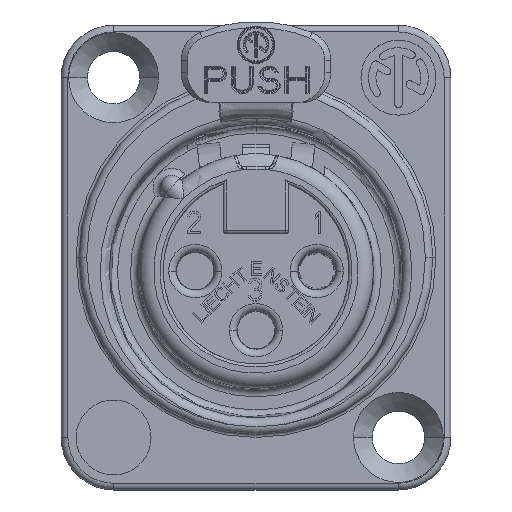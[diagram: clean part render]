
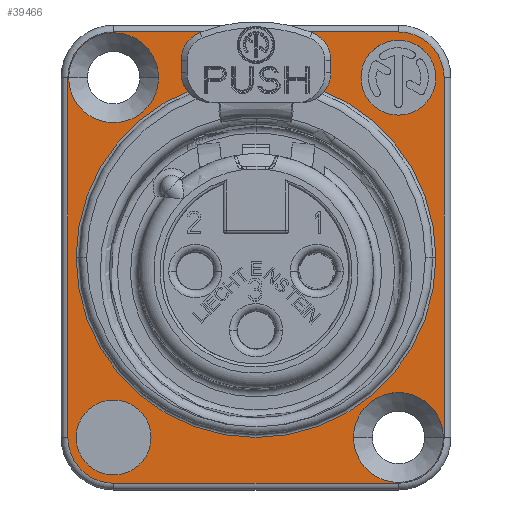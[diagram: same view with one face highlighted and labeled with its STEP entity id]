
A CAD part, top view. The second image highlights one B-rep face of the part: STEP entity #39466.
In plain terms, the highlighted planar face has unit normal (0, 0, 1).
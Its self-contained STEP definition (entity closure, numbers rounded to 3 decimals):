
#10102=CARTESIAN_POINT('',(9.5,-11.1,2.));
#10103=DIRECTION('',(0.,0.,1.));
#10104=DIRECTION('',(1.,0.,0.));
#10105=AXIS2_PLACEMENT_3D('',#10102,#10103,#10104);
#10107=CARTESIAN_POINT('',(9.5,-11.1,2.));
#10108=DIRECTION('',(0.,0.,1.));
#10109=DIRECTION('',(-1.,0.,0.));
#10110=AXIS2_PLACEMENT_3D('',#10107,#10108,#10109);
#10112=CARTESIAN_POINT('',(-9.5,12.9,2.));
#10113=DIRECTION('',(0.,0.,1.));
#10114=DIRECTION('',(1.,0.,0.));
#10115=AXIS2_PLACEMENT_3D('',#10112,#10113,#10114);
#10117=CARTESIAN_POINT('',(-9.5,12.9,2.));
#10118=DIRECTION('',(0.,0.,1.));
#10119=DIRECTION('',(-1.,0.,0.));
#10120=AXIS2_PLACEMENT_3D('',#10117,#10118,#10119);
#10122=CARTESIAN_POINT('',(9.5,12.9,2.));
#10123=DIRECTION('',(0.,0.,1.));
#10124=DIRECTION('',(1.,0.,0.));
#10125=AXIS2_PLACEMENT_3D('',#10122,#10123,#10124);
#10127=CARTESIAN_POINT('',(9.5,12.9,2.));
#10128=DIRECTION('',(0.,0.,1.));
#10129=DIRECTION('',(-1.,0.,0.));
#10130=AXIS2_PLACEMENT_3D('',#10127,#10128,#10129);
#10132=CARTESIAN_POINT('',(-9.5,-11.1,2.));
#10133=DIRECTION('',(0.,0.,1.));
#10134=DIRECTION('',(1.,0.,0.));
#10135=AXIS2_PLACEMENT_3D('',#10132,#10133,#10134);
#10137=CARTESIAN_POINT('',(-9.5,-11.1,2.));
#10138=DIRECTION('',(0.,0.,1.));
#10139=DIRECTION('',(-1.,0.,0.));
#10140=AXIS2_PLACEMENT_3D('',#10137,#10138,#10139);
#10142=CARTESIAN_POINT('',(9.5,-11.1,2.));
#10143=DIRECTION('',(0.,0.,1.));
#10144=DIRECTION('',(0.,-1.,0.));
#10145=AXIS2_PLACEMENT_3D('',#10142,#10143,#10144);
#10147=DIRECTION('',(1.,0.,0.));
#10148=VECTOR('',#10147,19.);
#10149=CARTESIAN_POINT('',(-9.5,-14.15,2.));
#10150=LINE('',#10149,#10148);
#10151=CARTESIAN_POINT('',(-9.5,-11.1,2.));
#10152=DIRECTION('',(0.,0.,1.));
#10153=DIRECTION('',(-1.,0.,0.));
#10154=AXIS2_PLACEMENT_3D('',#10151,#10152,#10153);
#10156=DIRECTION('',(0.,-1.,0.));
#10157=VECTOR('',#10156,24.);
#10158=CARTESIAN_POINT('',(-12.55,12.9,2.));
#10159=LINE('',#10158,#10157);
#10160=CARTESIAN_POINT('',(-9.5,12.9,2.));
#10161=DIRECTION('',(0.,0.,1.));
#10162=DIRECTION('',(0.,1.,0.));
#10163=AXIS2_PLACEMENT_3D('',#10160,#10161,#10162);
#10165=DIRECTION('',(-1.,0.,0.));
#10166=VECTOR('',#10165,19.);
#10167=CARTESIAN_POINT('',(9.5,15.95,2.));
#10168=LINE('',#10167,#10166);
#10169=CARTESIAN_POINT('',(9.5,12.9,2.));
#10170=DIRECTION('',(0.,0.,1.));
#10171=DIRECTION('',(1.,0.,0.));
#10172=AXIS2_PLACEMENT_3D('',#10169,#10170,#10171);
#10174=DIRECTION('',(0.,1.,0.));
#10175=VECTOR('',#10174,24.);
#10176=CARTESIAN_POINT('',(12.55,-11.1,2.));
#10177=LINE('',#10176,#10175);
#10178=CARTESIAN_POINT('',(0.,0.9,2.));
#10179=DIRECTION('',(0.,0.,1.));
#10180=DIRECTION('',(1.,0.,0.));
#10181=AXIS2_PLACEMENT_3D('',#10178,#10179,#10180);
#10183=CARTESIAN_POINT('',(0.,0.9,2.));
#10184=DIRECTION('',(0.,0.,1.));
#10185=DIRECTION('',(-1.,0.,0.));
#10186=AXIS2_PLACEMENT_3D('',#10183,#10184,#10185);
#21405=CARTESIAN_POINT('',(-6.5,12.9,2.));
#21406=CARTESIAN_POINT('',(-12.5,12.9,2.));
#21407=VERTEX_POINT('',#21405);
#21408=VERTEX_POINT('',#21406);
#21409=CARTESIAN_POINT('',(9.5,-14.15,2.));
#21410=CARTESIAN_POINT('',(12.55,-11.1,2.));
#21411=VERTEX_POINT('',#21409);
#21412=VERTEX_POINT('',#21410);
#21417=CARTESIAN_POINT('',(12.55,12.9,2.));
#21418=VERTEX_POINT('',#21417);
#21421=CARTESIAN_POINT('',(9.5,15.95,2.));
#21422=VERTEX_POINT('',#21421);
#21425=CARTESIAN_POINT('',(-9.5,15.95,2.));
#21426=VERTEX_POINT('',#21425);
#21429=CARTESIAN_POINT('',(-12.55,12.9,2.));
#21430=VERTEX_POINT('',#21429);
#21433=CARTESIAN_POINT('',(-12.55,-11.1,2.));
#21434=VERTEX_POINT('',#21433);
#21437=CARTESIAN_POINT('',(-9.5,-14.15,2.));
#21438=VERTEX_POINT('',#21437);
#21447=CARTESIAN_POINT('',(12.5,-11.1,2.));
#21448=CARTESIAN_POINT('',(6.5,-11.1,2.));
#21449=VERTEX_POINT('',#21447);
#21450=VERTEX_POINT('',#21448);
#21492=CARTESIAN_POINT('',(12.,12.9,2.));
#21493=CARTESIAN_POINT('',(7.,12.9,2.));
#21494=VERTEX_POINT('',#21492);
#21495=VERTEX_POINT('',#21493);
#21496=CARTESIAN_POINT('',(-12.,-11.1,2.));
#21497=CARTESIAN_POINT('',(-7.,-11.1,2.));
#21498=VERTEX_POINT('',#21496);
#21499=VERTEX_POINT('',#21497);
#22981=CARTESIAN_POINT('',(12.,0.9,2.));
#22982=CARTESIAN_POINT('',(-12.,0.9,2.));
#22983=VERTEX_POINT('',#22981);
#22984=VERTEX_POINT('',#22982);
#39415=CARTESIAN_POINT('',(0.,0.,2.));
#39416=DIRECTION('',(0.,0.,-1.));
#39417=DIRECTION('',(0.,-1.,0.));
#39418=AXIS2_PLACEMENT_3D('',#39415,#39416,#39417);
#39419=PLANE('',#39418);
#39421=ORIENTED_EDGE('',*,*,#39420,.F.);
#39423=ORIENTED_EDGE('',*,*,#39422,.F.);
#39425=ORIENTED_EDGE('',*,*,#39424,.F.);
#39427=ORIENTED_EDGE('',*,*,#39426,.F.);
#39429=ORIENTED_EDGE('',*,*,#39428,.F.);
#39431=ORIENTED_EDGE('',*,*,#39430,.F.);
#39433=ORIENTED_EDGE('',*,*,#39432,.F.);
#39435=ORIENTED_EDGE('',*,*,#39434,.F.);
#39436=EDGE_LOOP('',(#39421,#39423,#39425,#39427,#39429,#39431,#39433,#39435));
#39437=FACE_OUTER_BOUND('',#39436,.F.);
#39438=ORIENTED_EDGE('',*,*,#39395,.T.);
#39439=ORIENTED_EDGE('',*,*,#39409,.T.);
#39440=EDGE_LOOP('',(#39438,#39439));
#39441=FACE_BOUND('',#39440,.F.);
#39443=ORIENTED_EDGE('',*,*,#39442,.T.);
#39445=ORIENTED_EDGE('',*,*,#39444,.T.);
#39446=EDGE_LOOP('',(#39443,#39445));
#39447=FACE_BOUND('',#39446,.F.);
#39449=ORIENTED_EDGE('',*,*,#39448,.T.);
#39451=ORIENTED_EDGE('',*,*,#39450,.T.);
#39452=EDGE_LOOP('',(#39449,#39451));
#39453=FACE_BOUND('',#39452,.F.);
#39455=ORIENTED_EDGE('',*,*,#39454,.T.);
#39457=ORIENTED_EDGE('',*,*,#39456,.T.);
#39458=EDGE_LOOP('',(#39455,#39457));
#39459=FACE_BOUND('',#39458,.F.);
#39461=ORIENTED_EDGE('',*,*,#39460,.T.);
#39463=ORIENTED_EDGE('',*,*,#39462,.T.);
#39464=EDGE_LOOP('',(#39461,#39463));
#39465=FACE_BOUND('',#39464,.F.);
#39466=ADVANCED_FACE('',(#39437,#39441,#39447,#39453,#39459,#39465),#39419,.F.);
#10106=CIRCLE('',#10105,3.);
#10111=CIRCLE('',#10110,3.);
#10116=CIRCLE('',#10115,3.);
#10121=CIRCLE('',#10120,3.);
#10126=CIRCLE('',#10125,2.5);
#10131=CIRCLE('',#10130,2.5);
#10136=CIRCLE('',#10135,2.5);
#10141=CIRCLE('',#10140,2.5);
#10146=CIRCLE('',#10145,3.05);
#10155=CIRCLE('',#10154,3.05);
#10164=CIRCLE('',#10163,3.05);
#10173=CIRCLE('',#10172,3.05);
#10182=CIRCLE('',#10181,12.);
#10187=CIRCLE('',#10186,12.);
#39395=EDGE_CURVE('',#21407,#21408,#10116,.T.);
#39409=EDGE_CURVE('',#21408,#21407,#10121,.T.);
#39420=EDGE_CURVE('',#21411,#21412,#10146,.T.);
#39422=EDGE_CURVE('',#21438,#21411,#10150,.T.);
#39424=EDGE_CURVE('',#21434,#21438,#10155,.T.);
#39426=EDGE_CURVE('',#21430,#21434,#10159,.T.);
#39428=EDGE_CURVE('',#21426,#21430,#10164,.T.);
#39430=EDGE_CURVE('',#21422,#21426,#10168,.T.);
#39432=EDGE_CURVE('',#21418,#21422,#10173,.T.);
#39434=EDGE_CURVE('',#21412,#21418,#10177,.T.);
#39442=EDGE_CURVE('',#21494,#21495,#10126,.T.);
#39444=EDGE_CURVE('',#21495,#21494,#10131,.T.);
#39448=EDGE_CURVE('',#21499,#21498,#10136,.T.);
#39450=EDGE_CURVE('',#21498,#21499,#10141,.T.);
#39454=EDGE_CURVE('',#21449,#21450,#10106,.T.);
#39456=EDGE_CURVE('',#21450,#21449,#10111,.T.);
#39460=EDGE_CURVE('',#22983,#22984,#10182,.T.);
#39462=EDGE_CURVE('',#22984,#22983,#10187,.T.);
